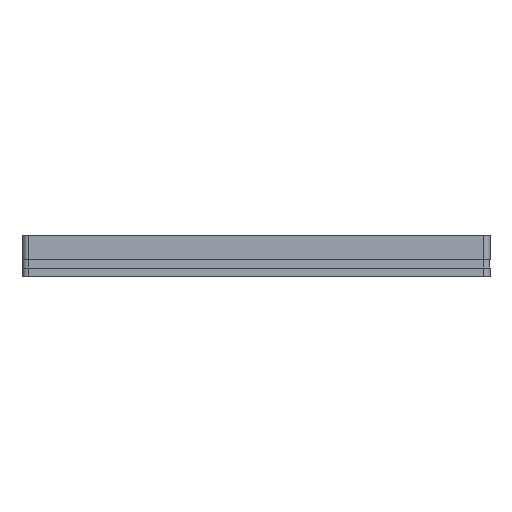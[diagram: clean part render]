
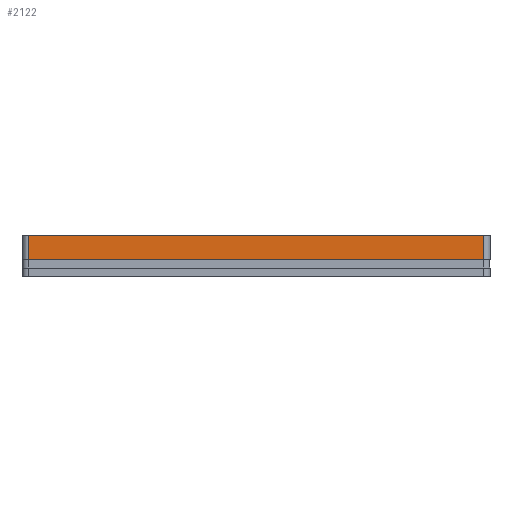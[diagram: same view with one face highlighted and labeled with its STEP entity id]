
A CAD part, left-side view. The second image highlights one B-rep face of the part: STEP entity #2122.
In plain terms, the highlighted planar face has unit normal (-1, 0, 0).
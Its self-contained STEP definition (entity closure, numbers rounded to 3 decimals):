
#92=PLANE('',#2321);
#160=FACE_OUTER_BOUND('',#268,.T.);
#268=EDGE_LOOP('',(#1555,#1556,#1557,#1558));
#448=LINE('',#3416,#616);
#449=LINE('',#3419,#617);
#450=LINE('',#3421,#618);
#451=LINE('',#3422,#619);
#616=VECTOR('',#2753,10.);
#617=VECTOR('',#2756,10.);
#618=VECTOR('',#2757,10.);
#619=VECTOR('',#2758,10.);
#949=VERTEX_POINT('',#3412);
#950=VERTEX_POINT('',#3414);
#951=VERTEX_POINT('',#3418);
#952=VERTEX_POINT('',#3420);
#1200=EDGE_CURVE('',#949,#950,#448,.T.);
#1201=EDGE_CURVE('',#951,#949,#449,.T.);
#1202=EDGE_CURVE('',#952,#950,#450,.T.);
#1203=EDGE_CURVE('',#951,#952,#451,.T.);
#1555=ORIENTED_EDGE('',*,*,#1201,.T.);
#1556=ORIENTED_EDGE('',*,*,#1200,.T.);
#1557=ORIENTED_EDGE('',*,*,#1202,.F.);
#1558=ORIENTED_EDGE('',*,*,#1203,.F.);
#2122=ADVANCED_FACE('',(#160),#92,.T.);
#2321=AXIS2_PLACEMENT_3D('',#3417,#2754,#2755);
#2753=DIRECTION('',(0.,0.,1.));
#2754=DIRECTION('center_axis',(-1.,0.,
0.));
#2755=DIRECTION('ref_axis',(0.,-1.,0.));
#2756=DIRECTION('',(0.,-1.,0.));
#2757=DIRECTION('',(0.,-1.,0.));
#2758=DIRECTION('',(0.,0.,1.));
#3412=CARTESIAN_POINT('',(0.,2.,0.));
#3414=CARTESIAN_POINT('',(0.,2.,7.5));
#3416=CARTESIAN_POINT('',(0.,2.,0.));
#3417=CARTESIAN_POINT('Origin',(0.,143.225,0.));
#3418=CARTESIAN_POINT('',(0.,143.225,0.));
#3419=CARTESIAN_POINT('',(0.,143.225,0.));
#3420=CARTESIAN_POINT('',(0.,143.225,7.5));
#3421=CARTESIAN_POINT('',(0.,143.225,7.5));
#3422=CARTESIAN_POINT('',(0.,143.225,0.));
